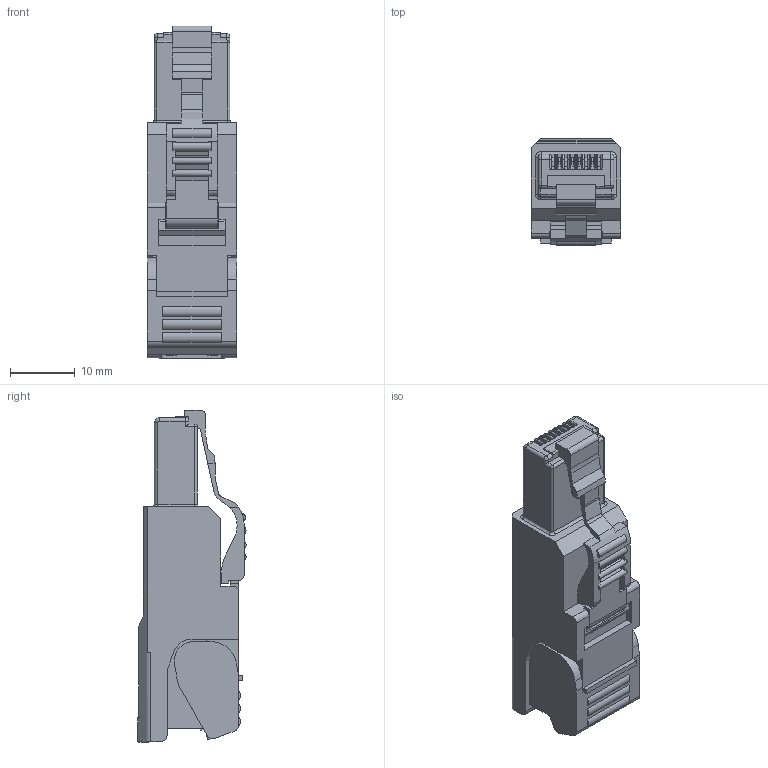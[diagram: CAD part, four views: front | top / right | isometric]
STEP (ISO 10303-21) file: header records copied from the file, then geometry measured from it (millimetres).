
FILE_DESCRIPTION (( 'STEP AP214' ), '1' );
FILE_NAME ('J00026A2001H50.STEP', '2010-07-26T06:55:05', ( 'ich' ), ( 'pp' ), 'SwSTEP 2.0', 'SolidWorks 2010', '' );
FILE_SCHEMA (( 'AUTOMOTIVE_DESIGN' ));
Length unit declared in the file: millimetre
Products named in the file (1): J00026A2001H50
Bounding box: 13.8 x 16.68 x 51.2 mm (x, y, z)
Volume: 7867.6 mm3; surface area: 3727.5 mm2
Topology: 1 solids, 3 shells, 517 faces, 1451 edges, 946 vertices
Faces by surface type: plane 358, cylinder 129, torus 22, bspline 4, sphere 4
Entity records: 21586 total; most frequent: CARTESIAN_POINT 3387, ORIENTED_EDGE 2894, DIRECTION 2629, EDGE_CURVE 1447, VECTOR 1125, LINE 1125, VERTEX_POINT 946, AXIS2_PLACEMENT_3D 752
